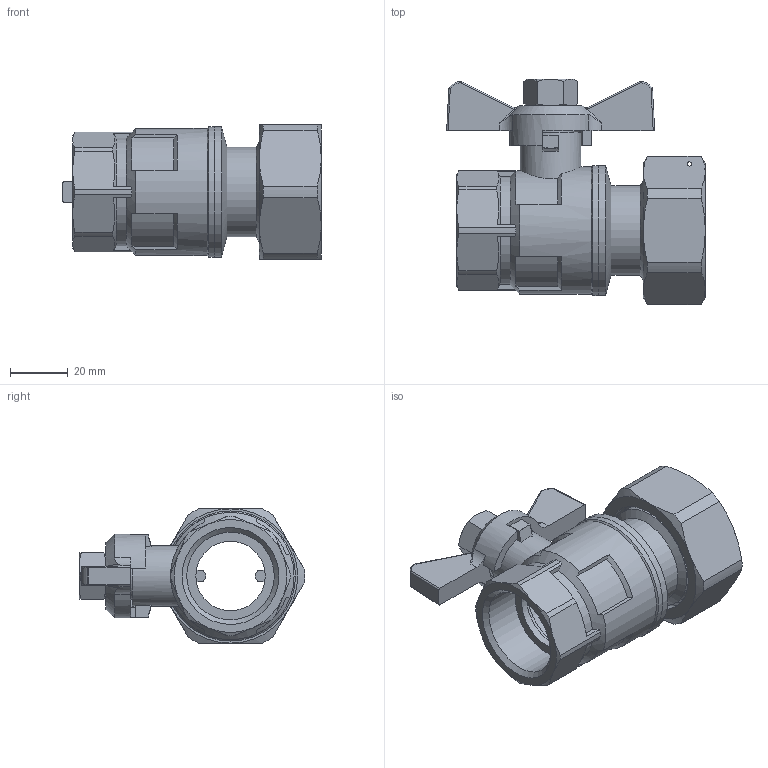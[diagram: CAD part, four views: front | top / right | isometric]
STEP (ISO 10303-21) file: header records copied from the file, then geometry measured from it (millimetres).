
FILE_DESCRIPTION(/* description */ ('Unknown'),/* implementation_level */ '2;1');
FILE_NAME(/* name */ '708-67',/* time_stamp */ '2022-06-30T13:32:32+02:00',/* author */ ('Unknown'),/* organization */ ('Unknown'),/* preprocessor_version */ 'ST-DEVELOPER v16.7',/* originating_system */ 'Solid Edge',/* authorisation */ 'Unknown');
FILE_SCHEMA (('AUTOMOTIVE_DESIGN {1 0 10303 214 3 1 1}'));
Length unit declared in the file: millimetre
Products named in the file (15): 708-67-STEP-KUNDE; Verschraubung; _wm; Stopfbuchse; Mutter; Dichtung2; Gehduse; 1
Assembly tree (14 placements, depth 3):
  708-67-STEP-KUNDE
    Verschraubung
      Verschraubung
    _wm
      _wm
    Stopfbuchse
      Stopfbuchse
    Mutter
      Mutter
    Dichtung2
      Dichtung2
    Gehduse
      Gehduse
    1
      1
Bounding box: 89.55 x 78.14 x 46.5 mm (x, y, z)
Volume: 62543.2 mm3; surface area: 40561.7 mm2
Topology: 7 solids, 7 shells, 254 faces, 642 edges, 407 vertices
Faces by surface type: plane 94, cylinder 74, cone 63, bspline 14, sphere 8, torus 1
Full cylindrical faces by diameter (mm): 1.5 x1, 8.5 x1, 12.1 x1, 12.5 x1, 14.5 x1, 16 x1, 16.376 x1, 18 x1, 21 x1, 22.5 x1, 24 x2, 25 x1, 26.5 x1, 30.291 x1, 31 x3, 36.5 x1, 38.376 x1, 38.9 x3, 38.952 x1, 40 x1, 40.5 x1, 41.7 x1, 44 x1, 45 x2
Entity records: 12064 total; most frequent: CARTESIAN_POINT 6081, DIRECTION 1178, ORIENTED_EDGE 1128, EDGE_CURVE 564, AXIS2_PLACEMENT_3D 501, VERTEX_POINT 386, EDGE_LOOP 334, FACE_BOUND 334
